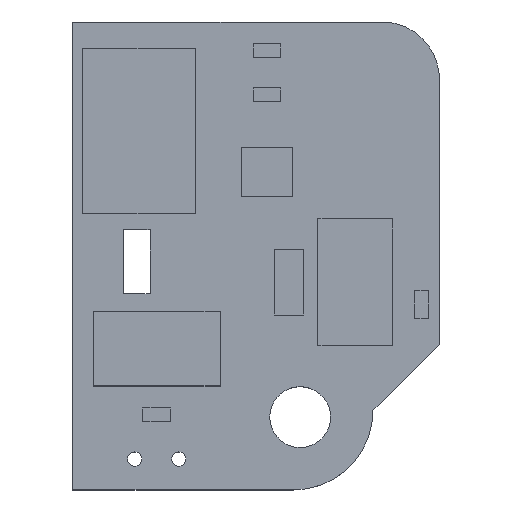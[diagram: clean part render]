
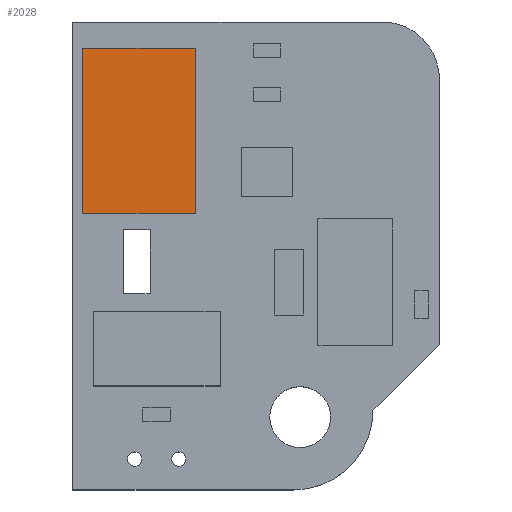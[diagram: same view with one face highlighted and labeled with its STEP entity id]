
A CAD part, top view. The second image highlights one B-rep face of the part: STEP entity #2028.
In plain terms, the highlighted planar face has unit normal (0, 0, 1).
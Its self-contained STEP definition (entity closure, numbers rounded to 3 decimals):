
#1714 = VERTEX_POINT('',#1715);
#1715 = CARTESIAN_POINT('',(-9.981,2.444,2.3));
#1722 = PLANE('',#1723);
#1723 = AXIS2_PLACEMENT_3D('',#1724,#1725,#1726);
#1724 = CARTESIAN_POINT('',(-9.981,2.444,0.));
#1725 = DIRECTION('',(1.,0.,0.));
#1726 = DIRECTION('',(0.,0.,1.));
#1734 = PLANE('',#1735);
#1735 = AXIS2_PLACEMENT_3D('',#1736,#1737,#1738);
#1736 = CARTESIAN_POINT('',(-9.981,2.444,0.));
#1737 = DIRECTION('',(0.,1.,0.));
#1738 = DIRECTION('',(0.,0.,1.));
#1775 = VERTEX_POINT('',#1776);
#1776 = CARTESIAN_POINT('',(-9.981,11.955,2.3));
#1790 = PLANE('',#1791);
#1791 = AXIS2_PLACEMENT_3D('',#1792,#1793,#1794);
#1792 = CARTESIAN_POINT('',(-9.981,11.955,0.));
#1793 = DIRECTION('',(0.,1.,0.));
#1794 = DIRECTION('',(0.,0.,1.));
#1802 = EDGE_CURVE('',#1714,#1775,#1803,.T.);
#1803 = SURFACE_CURVE('',#1804,(#1808,#1815),.PCURVE_S1.);
#1804 = LINE('',#1805,#1806);
#1805 = CARTESIAN_POINT('',(-9.981,2.444,2.3));
#1806 = VECTOR('',#1807,1.);
#1807 = DIRECTION('',(0.,1.,0.));
#1808 = PCURVE('',#1722,#1809);
#1809 = DEFINITIONAL_REPRESENTATION('',(#1810),#1814);
#1810 = LINE('',#1811,#1812);
#1811 = CARTESIAN_POINT('',(2.3,0.));
#1812 = VECTOR('',#1813,1.);
#1813 = DIRECTION('',(0.,-1.));
#1814 = ( GEOMETRIC_REPRESENTATION_CONTEXT(2) 
PARAMETRIC_REPRESENTATION_CONTEXT() REPRESENTATION_CONTEXT('2D SPACE',''
  ) );
#1815 = PCURVE('',#1816,#1821);
#1816 = PLANE('',#1817);
#1817 = AXIS2_PLACEMENT_3D('',#1818,#1819,#1820);
#1818 = CARTESIAN_POINT('',(-9.981,2.444,2.3));
#1819 = DIRECTION('',(0.,0.,1.));
#1820 = DIRECTION('',(1.,0.,0.));
#1821 = DEFINITIONAL_REPRESENTATION('',(#1822),#1826);
#1822 = LINE('',#1823,#1824);
#1823 = CARTESIAN_POINT('',(0.,0.));
#1824 = VECTOR('',#1825,1.);
#1825 = DIRECTION('',(0.,1.));
#1826 = ( GEOMETRIC_REPRESENTATION_CONTEXT(2) 
PARAMETRIC_REPRESENTATION_CONTEXT() REPRESENTATION_CONTEXT('2D SPACE',''
  ) );
#1834 = VERTEX_POINT('',#1835);
#1835 = CARTESIAN_POINT('',(-3.481,2.444,2.3));
#1842 = PLANE('',#1843);
#1843 = AXIS2_PLACEMENT_3D('',#1844,#1845,#1846);
#1844 = CARTESIAN_POINT('',(-3.481,2.444,0.));
#1845 = DIRECTION('',(1.,0.,0.));
#1846 = DIRECTION('',(0.,0.,1.));
#1885 = VERTEX_POINT('',#1886);
#1886 = CARTESIAN_POINT('',(-3.481,11.955,2.3));
#1907 = EDGE_CURVE('',#1834,#1885,#1908,.T.);
#1908 = SURFACE_CURVE('',#1909,(#1913,#1920),.PCURVE_S1.);
#1909 = LINE('',#1910,#1911);
#1910 = CARTESIAN_POINT('',(-3.481,2.444,2.3));
#1911 = VECTOR('',#1912,1.);
#1912 = DIRECTION('',(0.,1.,0.));
#1913 = PCURVE('',#1842,#1914);
#1914 = DEFINITIONAL_REPRESENTATION('',(#1915),#1919);
#1915 = LINE('',#1916,#1917);
#1916 = CARTESIAN_POINT('',(2.3,0.));
#1917 = VECTOR('',#1918,1.);
#1918 = DIRECTION('',(0.,-1.));
#1919 = ( GEOMETRIC_REPRESENTATION_CONTEXT(2) 
PARAMETRIC_REPRESENTATION_CONTEXT() REPRESENTATION_CONTEXT('2D SPACE',''
  ) );
#1920 = PCURVE('',#1816,#1921);
#1921 = DEFINITIONAL_REPRESENTATION('',(#1922),#1926);
#1922 = LINE('',#1923,#1924);
#1923 = CARTESIAN_POINT('',(6.5,0.));
#1924 = VECTOR('',#1925,1.);
#1925 = DIRECTION('',(0.,1.));
#1926 = ( GEOMETRIC_REPRESENTATION_CONTEXT(2) 
PARAMETRIC_REPRESENTATION_CONTEXT() REPRESENTATION_CONTEXT('2D SPACE',''
  ) );
#1953 = EDGE_CURVE('',#1714,#1834,#1954,.T.);
#1954 = SURFACE_CURVE('',#1955,(#1959,#1966),.PCURVE_S1.);
#1955 = LINE('',#1956,#1957);
#1956 = CARTESIAN_POINT('',(-9.981,2.444,2.3));
#1957 = VECTOR('',#1958,1.);
#1958 = DIRECTION('',(1.,0.,0.));
#1959 = PCURVE('',#1734,#1960);
#1960 = DEFINITIONAL_REPRESENTATION('',(#1961),#1965);
#1961 = LINE('',#1962,#1963);
#1962 = CARTESIAN_POINT('',(2.3,0.));
#1963 = VECTOR('',#1964,1.);
#1964 = DIRECTION('',(0.,1.));
#1965 = ( GEOMETRIC_REPRESENTATION_CONTEXT(2) 
PARAMETRIC_REPRESENTATION_CONTEXT() REPRESENTATION_CONTEXT('2D SPACE',''
  ) );
#1966 = PCURVE('',#1816,#1967);
#1967 = DEFINITIONAL_REPRESENTATION('',(#1968),#1972);
#1968 = LINE('',#1969,#1970);
#1969 = CARTESIAN_POINT('',(0.,0.));
#1970 = VECTOR('',#1971,1.);
#1971 = DIRECTION('',(1.,0.));
#1972 = ( GEOMETRIC_REPRESENTATION_CONTEXT(2) 
PARAMETRIC_REPRESENTATION_CONTEXT() REPRESENTATION_CONTEXT('2D SPACE',''
  ) );
#2000 = EDGE_CURVE('',#1775,#1885,#2001,.T.);
#2001 = SURFACE_CURVE('',#2002,(#2006,#2013),.PCURVE_S1.);
#2002 = LINE('',#2003,#2004);
#2003 = CARTESIAN_POINT('',(-9.981,11.955,2.3));
#2004 = VECTOR('',#2005,1.);
#2005 = DIRECTION('',(1.,0.,0.));
#2006 = PCURVE('',#1790,#2007);
#2007 = DEFINITIONAL_REPRESENTATION('',(#2008),#2012);
#2008 = LINE('',#2009,#2010);
#2009 = CARTESIAN_POINT('',(2.3,0.));
#2010 = VECTOR('',#2011,1.);
#2011 = DIRECTION('',(0.,1.));
#2012 = ( GEOMETRIC_REPRESENTATION_CONTEXT(2) 
PARAMETRIC_REPRESENTATION_CONTEXT() REPRESENTATION_CONTEXT('2D SPACE',''
  ) );
#2013 = PCURVE('',#1816,#2014);
#2014 = DEFINITIONAL_REPRESENTATION('',(#2015),#2019);
#2015 = LINE('',#2016,#2017);
#2016 = CARTESIAN_POINT('',(0.,9.511));
#2017 = VECTOR('',#2018,1.);
#2018 = DIRECTION('',(1.,0.));
#2019 = ( GEOMETRIC_REPRESENTATION_CONTEXT(2) 
PARAMETRIC_REPRESENTATION_CONTEXT() REPRESENTATION_CONTEXT('2D SPACE',''
  ) );
#2028 = ADVANCED_FACE('',(#2029),#1816,.T.);
#2029 = FACE_BOUND('',#2030,.T.);
#2030 = EDGE_LOOP('',(#2031,#2032,#2033,#2034));
#2031 = ORIENTED_EDGE('',*,*,#1802,.F.);
#2032 = ORIENTED_EDGE('',*,*,#1953,.T.);
#2033 = ORIENTED_EDGE('',*,*,#1907,.T.);
#2034 = ORIENTED_EDGE('',*,*,#2000,.F.);
